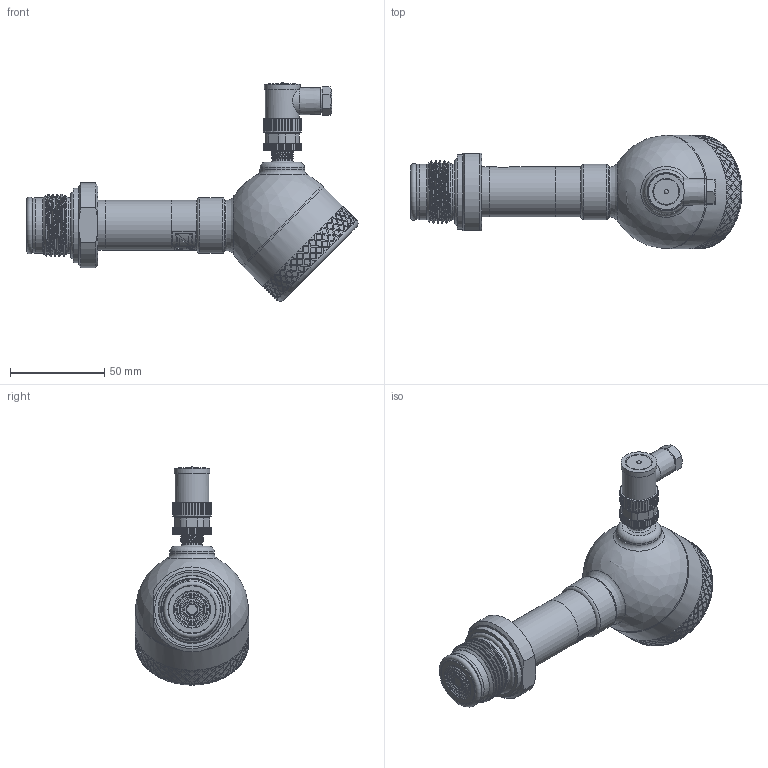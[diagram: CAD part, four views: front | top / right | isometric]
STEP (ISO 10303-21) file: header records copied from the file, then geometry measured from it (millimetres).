
FILE_DESCRIPTION(/* description */ (''),/* implementation_level */ '2;1');
FILE_NAME(/* name */ 'APZ3420sFH_G1-solidflush_2.step',/* time_stamp */ '2021-07-08T16:47:02+03:00',/* author */ (''),/* organization */ (''),/* preprocessor_version */ 'ST-DEVELOPER v18.1',/* originating_system */ 'Autodesk Translation Framework v10.9.0.1377',/* authorisation */ '');
FILE_SCHEMA (('AUTOMOTIVE_DESIGN { 1 0 10303 214 3 1 1 }'));
Length unit declared in the file: millimetre
Products named in the file (8): АПЗ 3420s заполненный 
+ полевой корпус; shell; solidflush G1 (2); Заполненный полевой 
корпус v13; Main body; Cover without display; M12x1 adapter; M12x1 female angular v10
Assembly tree (7 placements, depth 3):
  АПЗ 3420s заполненный 
+ полевой корпус
    shell
    solidflush G1 (2)
    Заполненный полевой 
корпус v13
      Main body
      Cover without display
      M12x1 adapter
      M12x1 female angular v10
Bounding box: 175.92 x 60.1 x 115.69 mm (x, y, z)
Volume: 280110.9 mm3; surface area: 48815.5 mm2
Topology: 9 solids, 9 shells, 1626 faces, 4017 edges, 2667 vertices
Faces by surface type: bspline 906, cylinder 487, plane 184, torus 33, cone 14, sphere 2
Full cylindrical faces by diameter (mm): 1 x4, 2 x2, 7 x1, 8 x1, 9.3 x1, 9.471 x2, 10.5 x2, 10.741 x7, 11.035 x4, 11.156 x1, 11.884 x6, 12.152 x4, 13 x1, 18 x1, 19 x1, 19.7 x1, 21.6 x1, 21.767 x1, 22.4 x1, 22.5 x1, 23.6 x1, 24.5 x4, 25.437 x1, 26.5 x3, 29.5 x2, 29.6 x1, 30.291 x4, 35.6 x1, 39.6 x1, 57.2 x1
Entity records: 69215 total; most frequent: CARTESIAN_POINT 37414, ORIENTED_EDGE 8032, EDGE_CURVE 4016, DIRECTION 3649, VERTEX_POINT 2667, B_SPLINE_CURVE_WITH_KNOTS 2579, EDGE_LOOP 1893, FACE_OUTER_BOUND 1626
